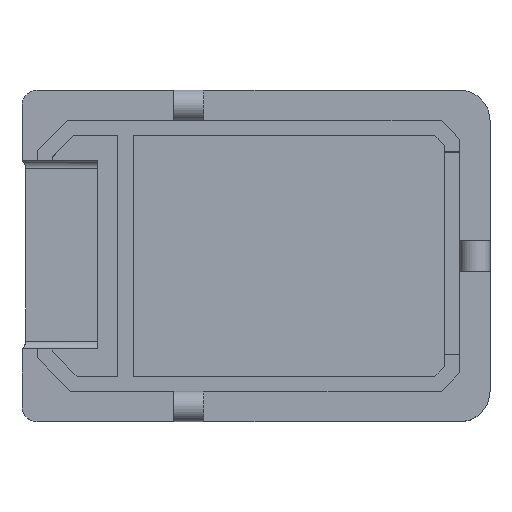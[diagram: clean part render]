
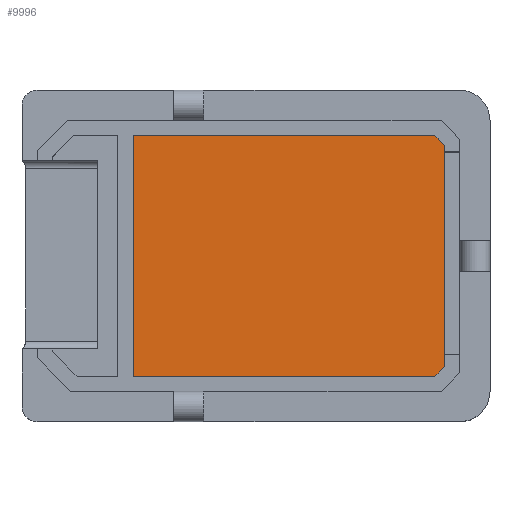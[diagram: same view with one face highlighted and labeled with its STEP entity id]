
A CAD part, top view. The second image highlights one B-rep face of the part: STEP entity #9996.
In plain terms, the highlighted planar face has unit normal (0, 0, 1).
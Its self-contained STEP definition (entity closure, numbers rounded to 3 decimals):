
#1486=FACE_OUTER_BOUND('',#2040,.T.);
#2040=EDGE_LOOP('',(#9191,#9192,#9193,#9194,#9195,#9196));
#2862=LINE('',#19765,#3718);
#2866=LINE('',#19774,#3722);
#2875=LINE('',#19792,#3731);
#2887=LINE('',#19813,#3743);
#2888=LINE('',#19815,#3744);
#2889=LINE('',#19816,#3745);
#3718=VECTOR('',#11535,10.);
#3722=VECTOR('',#11541,10.);
#3731=VECTOR('',#11554,10.);
#3743=VECTOR('',#11570,10.);
#3744=VECTOR('',#11571,10.);
#3745=VECTOR('',#11572,10.);
#4758=VERTEX_POINT('',#19762);
#4759=VERTEX_POINT('',#19764);
#4761=VERTEX_POINT('',#19770);
#4763=VERTEX_POINT('',#19773);
#4770=VERTEX_POINT('',#19790);
#4778=VERTEX_POINT('',#19814);
#6234=EDGE_CURVE('',#4759,#4758,#2862,.T.);
#6238=EDGE_CURVE('',#4763,#4761,#2866,.T.);
#6247=EDGE_CURVE('',#4761,#4770,#2875,.T.);
#6259=EDGE_CURVE('',#4770,#4759,#2887,.T.);
#6260=EDGE_CURVE('',#4758,#4778,#2888,.T.);
#6261=EDGE_CURVE('',#4778,#4763,#2889,.T.);
#9191=ORIENTED_EDGE('',*,*,#6238,.T.);
#9192=ORIENTED_EDGE('',*,*,#6247,.T.);
#9193=ORIENTED_EDGE('',*,*,#6259,.T.);
#9194=ORIENTED_EDGE('',*,*,#6234,.T.);
#9195=ORIENTED_EDGE('',*,*,#6260,.T.);
#9196=ORIENTED_EDGE('',*,*,#6261,.T.);
#9470=PLANE('',#10257);
#9996=ADVANCED_FACE('',(#1486),#9470,.T.);
#10257=AXIS2_PLACEMENT_3D('',#19812,#11568,#11569);
#11535=DIRECTION('',(0.,1.,0.));
#11541=DIRECTION('',(0.,-1.,0.));
#11554=DIRECTION('',(1.,0.,0.));
#11568=DIRECTION('center_axis',(0.,0.,1.));
#11569=DIRECTION('ref_axis',(1.,0.,0.));
#11570=DIRECTION('',(0.707,0.707,0.));
#11571=DIRECTION('',(-0.707,0.707,0.));
#11572=DIRECTION('',(-1.,0.,0.));
#19762=CARTESIAN_POINT('',(52.313,56.904,-0.2));
#19764=CARTESIAN_POINT('',(52.313,42.308,-0.2));
#19765=CARTESIAN_POINT('',(52.313,53.255,-0.2));
#19770=CARTESIAN_POINT('',(31.756,41.667,-0.2));
#19773=CARTESIAN_POINT('',(31.756,57.545,-0.2));
#19774=CARTESIAN_POINT('',(31.756,45.136,-0.2));
#19790=CARTESIAN_POINT('',(51.672,41.667,-0.2));
#19792=CARTESIAN_POINT('',(45.521,41.667,-0.2));
#19812=CARTESIAN_POINT('Origin',(39.37,49.606,-0.2));
#19813=CARTESIAN_POINT('',(50.902,40.897,-0.2));
#19814=CARTESIAN_POINT('',(51.672,57.545,-0.2));
#19815=CARTESIAN_POINT('',(50.581,58.636,-0.2));
#19816=CARTESIAN_POINT('',(33.6,57.545,-0.2));
